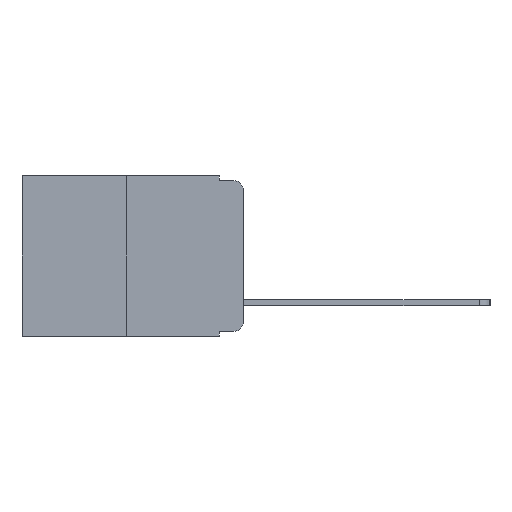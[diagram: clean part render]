
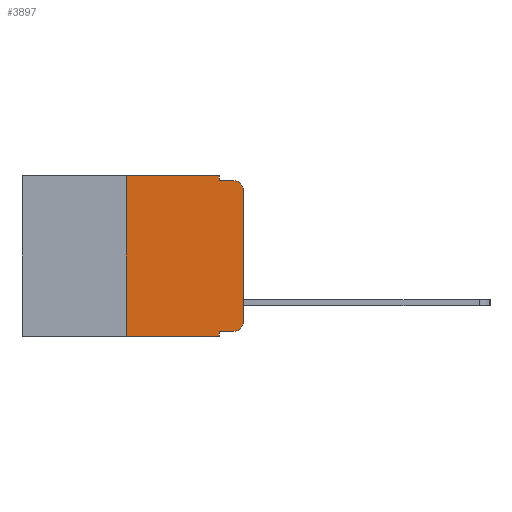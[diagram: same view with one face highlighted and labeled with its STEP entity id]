
A CAD part, left-side view. The second image highlights one B-rep face of the part: STEP entity #3897.
In plain terms, the highlighted planar face has unit normal (-1, 0, 0).
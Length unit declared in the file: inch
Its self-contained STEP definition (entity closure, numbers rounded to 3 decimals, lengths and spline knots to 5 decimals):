
#15 = DIRECTION ( 'NONE',  ( 0., 0., -1. ) ) ;
#264 = EDGE_CURVE ( 'NONE', #13070, #2011, #13045, .T. ) ;
#858 = VECTOR ( 'NONE', #9959, 39.37008 ) ;
#1032 = EDGE_CURVE ( 'NONE', #2011, #9940, #7614, .T. ) ;
#1144 = DIRECTION ( 'NONE',  ( 0., -1., 0. ) ) ;
#1742 = CIRCLE ( 'NONE', #9930, 0.02 ) ;
#1762 = EDGE_CURVE ( 'NONE', #1790, #9940, #1742, .T. ) ;
#1790 = VERTEX_POINT ( 'NONE', #7397 ) ;
#2011 = VERTEX_POINT ( 'NONE', #10174 ) ;
#2066 = LINE ( 'NONE', #12816, #12035 ) ;
#2105 = CARTESIAN_POINT ( 'NONE',  ( 0., 0.051, -0.01 ) ) ;
#2123 = CARTESIAN_POINT ( 'NONE',  ( 0., 0.02, -0.01 ) ) ;
#2492 = EDGE_CURVE ( 'NONE', #12892, #1790, #12197, .T. ) ;
#2550 = CARTESIAN_POINT ( 'NONE',  ( 0., 0.25, -0.343 ) ) ;
#2597 = CARTESIAN_POINT ( 'NONE',  ( 0., 0.473, 0. ) ) ;
#2602 = AXIS2_PLACEMENT_3D ( 'NONE', #4427, #11720, #5439 ) ;
#2624 = DIRECTION ( 'NONE',  ( 0., -1., 0. ) ) ;
#2640 = CARTESIAN_POINT ( 'NONE',  ( 0., 0.25, 0. ) ) ;
#3023 = CARTESIAN_POINT ( 'NONE',  ( 0., 0.02, -0.333 ) ) ;
#3264 = ORIENTED_EDGE ( 'NONE', *, *, #12691, .F. ) ;
#3330 = CARTESIAN_POINT ( 'NONE',  ( 0., 0.051, 0. ) ) ;
#3428 = FACE_OUTER_BOUND ( 'NONE', #7053, .T. ) ;
#3607 = VERTEX_POINT ( 'NONE', #11363 ) ;
#3608 = ORIENTED_EDGE ( 'NONE', *, *, #8613, .T. ) ;
#3789 = DIRECTION ( 'NONE',  ( 0., 0., 1. ) ) ;
#3794 = DIRECTION ( 'NONE',  ( 0., 0., -1. ) ) ;
#3897 = ADVANCED_FACE ( 'NONE', ( #3428 ), #5816, .F. ) ;
#3907 = DIRECTION ( 'NONE',  ( 1., 0., 0. ) ) ;
#4034 = VERTEX_POINT ( 'NONE', #13168 ) ;
#4427 = CARTESIAN_POINT ( 'NONE',  ( 0., 0.02, -0.313 ) ) ;
#4473 = DIRECTION ( 'NONE',  ( 0., -1., 0. ) ) ;
#4482 = ORIENTED_EDGE ( 'NONE', *, *, #1762, .T. ) ;
#4725 = VECTOR ( 'NONE', #4473, 39.37008 ) ;
#4879 = VECTOR ( 'NONE', #2624, 39.37008 ) ;
#5035 = LINE ( 'NONE', #13774, #4725 ) ;
#5428 = ORIENTED_EDGE ( 'NONE', *, *, #264, .F. ) ;
#5439 = DIRECTION ( 'NONE',  ( 0., 0., -1. ) ) ;
#5532 = VECTOR ( 'NONE', #8978, 39.37008 ) ;
#5600 = LINE ( 'NONE', #2640, #8041 ) ;
#5816 = PLANE ( 'NONE',  #7391 ) ;
#5983 = VERTEX_POINT ( 'NONE', #2550 ) ;
#6013 = EDGE_CURVE ( 'NONE', #4034, #13070, #8612, .T. ) ;
#6733 = ORIENTED_EDGE ( 'NONE', *, *, #12001, .F. ) ;
#7053 = EDGE_LOOP ( 'NONE', ( #12487, #4482, #10362, #5428, #11009, #3264, #3608, #6733, #12328, #12640 ) ) ;
#7391 = AXIS2_PLACEMENT_3D ( 'NONE', #2597, #3907, #3794 ) ;
#7394 = CARTESIAN_POINT ( 'NONE',  ( 0., 0.051, -0.333 ) ) ;
#7397 = CARTESIAN_POINT ( 'NONE',  ( 0., 0., -0.03 ) ) ;
#7560 = CARTESIAN_POINT ( 'NONE',  ( 0., 0.051, -0.333 ) ) ;
#7614 = LINE ( 'NONE', #2105, #4879 ) ;
#7923 = CIRCLE ( 'NONE', #2602, 0.02 ) ;
#8041 = VECTOR ( 'NONE', #3789, 39.37008 ) ;
#8262 = CARTESIAN_POINT ( 'NONE',  ( 0., 0.051, 0. ) ) ;
#8612 = LINE ( 'NONE', #8936, #5532 ) ;
#8613 = EDGE_CURVE ( 'NONE', #5983, #3607, #5035, .T. ) ;
#8936 = CARTESIAN_POINT ( 'NONE',  ( 0., 0.473, 0. ) ) ;
#8978 = DIRECTION ( 'NONE',  ( 0., -1., 0. ) ) ;
#9296 = VERTEX_POINT ( 'NONE', #7394 ) ;
#9833 = VERTEX_POINT ( 'NONE', #3023 ) ;
#9898 = CARTESIAN_POINT ( 'NONE',  ( 0., 0., 0. ) ) ;
#9930 = AXIS2_PLACEMENT_3D ( 'NONE', #12044, #12043, #12171 ) ;
#9940 = VERTEX_POINT ( 'NONE', #2123 ) ;
#9959 = DIRECTION ( 'NONE',  ( 0., 0., 1. ) ) ;
#10174 = CARTESIAN_POINT ( 'NONE',  ( 0., 0.051, -0.01 ) ) ;
#10239 = VECTOR ( 'NONE', #1144, 39.37008 ) ;
#10288 = VECTOR ( 'NONE', #10508, 39.37008 ) ;
#10362 = ORIENTED_EDGE ( 'NONE', *, *, #1032, .F. ) ;
#10508 = DIRECTION ( 'NONE',  ( 0., 0., -1. ) ) ;
#10608 = EDGE_CURVE ( 'NONE', #9833, #12892, #7923, .T. ) ;
#10888 = LINE ( 'NONE', #7560, #10239 ) ;
#11009 = ORIENTED_EDGE ( 'NONE', *, *, #6013, .F. ) ;
#11287 = EDGE_CURVE ( 'NONE', #9296, #9833, #10888, .T. ) ;
#11363 = CARTESIAN_POINT ( 'NONE',  ( 0., 0.051, -0.343 ) ) ;
#11720 = DIRECTION ( 'NONE',  ( -1., 0., 0. ) ) ;
#12001 = EDGE_CURVE ( 'NONE', #9296, #3607, #2066, .T. ) ;
#12035 = VECTOR ( 'NONE', #15, 39.37008 ) ;
#12043 = DIRECTION ( 'NONE',  ( -1., 0., 0. ) ) ;
#12044 = CARTESIAN_POINT ( 'NONE',  ( 0., 0.02, -0.03 ) ) ;
#12171 = DIRECTION ( 'NONE',  ( 0., 0., -1. ) ) ;
#12197 = LINE ( 'NONE', #9898, #858 ) ;
#12328 = ORIENTED_EDGE ( 'NONE', *, *, #11287, .T. ) ;
#12487 = ORIENTED_EDGE ( 'NONE', *, *, #2492, .T. ) ;
#12640 = ORIENTED_EDGE ( 'NONE', *, *, #10608, .T. ) ;
#12691 = EDGE_CURVE ( 'NONE', #5983, #4034, #5600, .T. ) ;
#12816 = CARTESIAN_POINT ( 'NONE',  ( 0., 0.051, 0. ) ) ;
#12892 = VERTEX_POINT ( 'NONE', #13504 ) ;
#13045 = LINE ( 'NONE', #8262, #10288 ) ;
#13070 = VERTEX_POINT ( 'NONE', #3330 ) ;
#13168 = CARTESIAN_POINT ( 'NONE',  ( 0., 0.25, 0. ) ) ;
#13504 = CARTESIAN_POINT ( 'NONE',  ( 0., 0., -0.313 ) ) ;
#13774 = CARTESIAN_POINT ( 'NONE',  ( 0., 0.473, -0.343 ) ) ;
